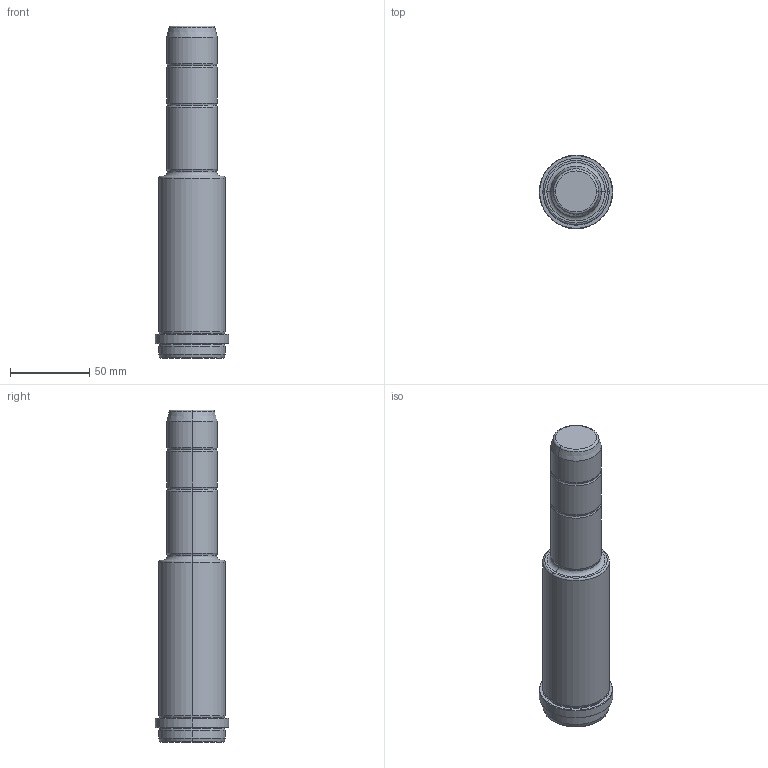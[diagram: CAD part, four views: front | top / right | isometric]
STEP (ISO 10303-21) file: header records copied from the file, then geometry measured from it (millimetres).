
FILE_DESCRIPTION(('STEP AP214'),'1');
FILE_NAME('cctmp_836D80E1-8E76-46A8-B63A-0A3BDA12661C_2023_06_30_14_47_49_0633_19696..stp','2023-06-30T12:47:49',('Meusburger Georg GmbH & Co KG'),('CADClick - www.CADClick.com'),'Spatial InterOp 3D',' ','unknown authorization');
FILE_SCHEMA(('AUTOMOTIVE_DESIGN'));
Length unit declared in the file: millimetre
Products named in the file (1): E 1000_32-106_95
Bounding box: 46.6 x 46.6 x 210 mm (x, y, z)
Volume: 236609.2 mm3; surface area: 27796.2 mm2
Topology: 1 solids, 1 shells, 55 faces, 108 edges, 58 vertices
Faces by surface type: torus 22, cylinder 16, cone 12, plane 5
Entity records: 1870 total; most frequent: DIRECTION 300, CARTESIAN_POINT 222, ORIENTED_EDGE 216, AXIS2_PLACEMENT_3D 136, EDGE_CURVE 108, CIRCLE 80, EDGE_LOOP 58, VERTEX_POINT 58
